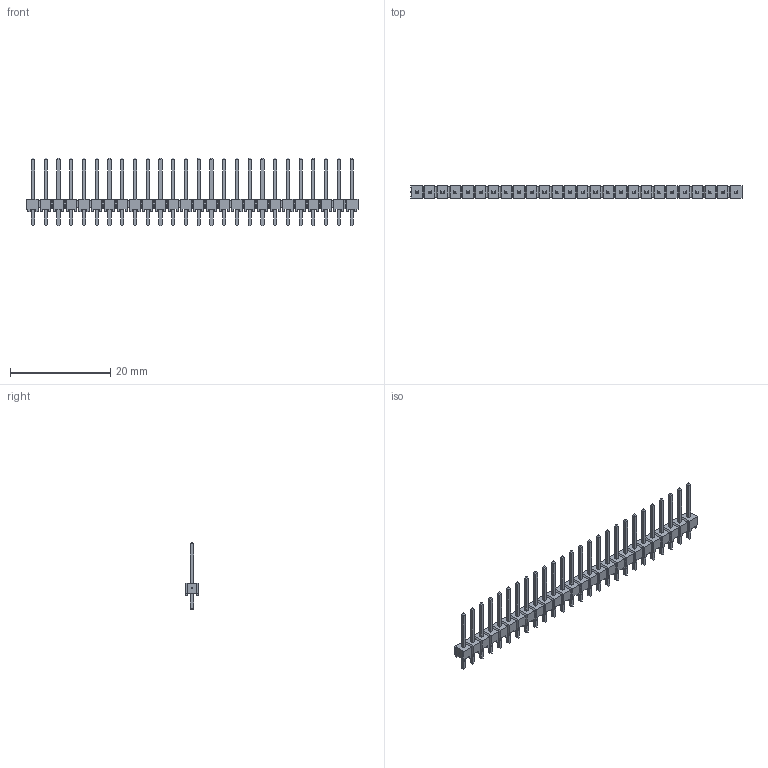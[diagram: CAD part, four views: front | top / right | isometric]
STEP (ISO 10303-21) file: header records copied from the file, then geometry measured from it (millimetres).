
FILE_DESCRIPTION(('FreeCAD Model'),'2;1');
FILE_NAME('Open CASCADE Shape Model','2025-03-05T19:32:09',(''),(''), 'Open CASCADE STEP processor 7.8','FreeCAD','Unknown');
FILE_SCHEMA(('AUTOMOTIVE_DESIGN { 1 0 10303 214 1 1 1 1 }'));
Length unit declared in the file: millimetre
Products named in the file (3): TSW-126-14-G-S; TSW-126-14-G-S_body; T-1S6-08-TSW-1-14-26-S
Assembly tree (2 placements, depth 2):
  TSW-126-14-G-S
    TSW-126-14-G-S_body
    T-1S6-08-TSW-1-14-26-S
Bounding box: 66.17 x 2.54 x 13.46 mm (x, y, z)
Volume: 456.7 mm3; surface area: 1848.3 mm2
Topology: 2 solids, 2 shells, 1307 faces, 3346 edges, 2096 vertices
Faces by surface type: plane 1307
Entity records: 38358 total; most frequent: CARTESIAN_POINT 6752, ORIENTED_EDGE 6692, DIRECTION 5966, EDGE_CURVE 3346, LINE 3346, VECTOR 3346, VERTEX_POINT 2096, FACE_BOUND 1412
